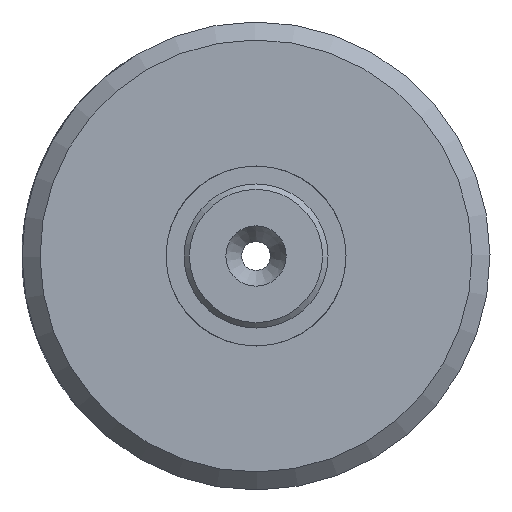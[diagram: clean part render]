
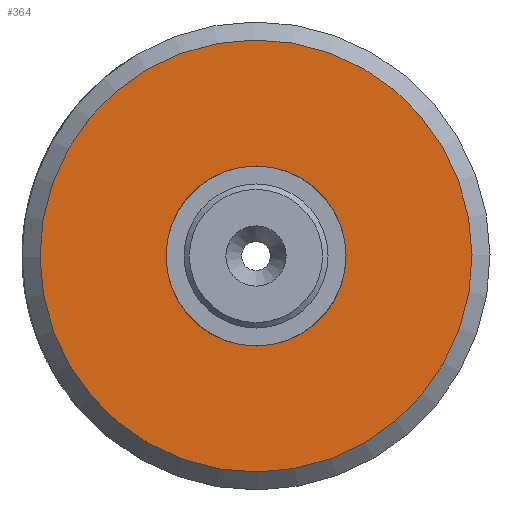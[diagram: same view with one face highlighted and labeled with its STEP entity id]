
A CAD part, left-side view. The second image highlights one B-rep face of the part: STEP entity #364.
In plain terms, the highlighted planar face has unit normal (-1, 0, 0).
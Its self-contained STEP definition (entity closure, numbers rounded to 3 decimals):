
#136 = VERTEX_POINT ( 'NONE', #1844 ) ;
#364 = ADVANCED_FACE ( 'NONE', ( #13898, #2911 ), #19869, .F. ) ;
#1383 = CARTESIAN_POINT ( 'NONE',  ( 15., 0., 0. ) ) ;
#1519 = EDGE_LOOP ( 'NONE', ( #2193 ) ) ;
#1844 = CARTESIAN_POINT ( 'NONE',  ( 15., 0.838, -4.929 ) ) ;
#2193 = ORIENTED_EDGE ( 'NONE', *, *, #9034, .T. ) ;
#2877 = DIRECTION ( 'NONE',  ( 0., 0.168, -0.986 ) ) ;
#2911 = FACE_BOUND ( 'NONE', #1519, .T. ) ;
#3191 = DIRECTION ( 'NONE',  ( 0., 0.168, -0.986 ) ) ;
#4402 = CIRCLE ( 'NONE', #8615, 5. ) ;
#5333 = EDGE_CURVE ( 'NONE', #15457, #15457, #16543, .T. ) ;
#5409 = EDGE_LOOP ( 'NONE', ( #12083 ) ) ;
#5419 = CARTESIAN_POINT ( 'NONE',  ( 15., 0., 0. ) ) ;
#6233 = DIRECTION ( 'NONE',  ( 1., 0., 0. ) ) ;
#8615 = AXIS2_PLACEMENT_3D ( 'NONE', #1383, #6233, #3191 ) ;
#9034 = EDGE_CURVE ( 'NONE', #136, #136, #4402, .T. ) ;
#10776 = CARTESIAN_POINT ( 'NONE',  ( 15., 4.929, 0.838 ) ) ;
#12083 = ORIENTED_EDGE ( 'NONE', *, *, #5333, .F. ) ;
#12232 = CARTESIAN_POINT ( 'NONE',  ( 15., 2.012, -11.83 ) ) ;
#13898 = FACE_OUTER_BOUND ( 'NONE', #5409, .T. ) ;
#15412 = DIRECTION ( 'NONE',  ( 0., 0.168, -0.986 ) ) ;
#15457 = VERTEX_POINT ( 'NONE', #12232 ) ;
#16543 = CIRCLE ( 'NONE', #16998, 12. ) ;
#16931 = DIRECTION ( 'NONE',  ( 1., 0., 0. ) ) ;
#16998 = AXIS2_PLACEMENT_3D ( 'NONE', #5419, #19641, #2877 ) ;
#19115 = AXIS2_PLACEMENT_3D ( 'NONE', #10776, #16931, #15412 ) ;
#19641 = DIRECTION ( 'NONE',  ( 1., 0., 0. ) ) ;
#19869 = PLANE ( 'NONE',  #19115 ) ;
